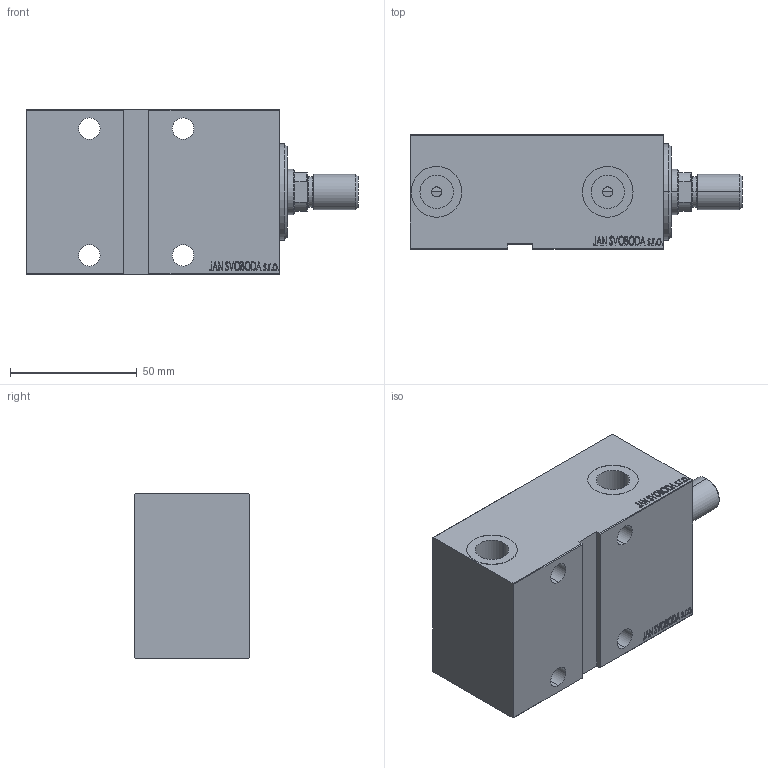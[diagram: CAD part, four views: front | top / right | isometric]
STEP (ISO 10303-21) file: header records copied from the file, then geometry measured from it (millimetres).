
FILE_DESCRIPTION (( 'STEP AP203' ), '1' );
FILE_NAME ('c5e5.STEP', '2025-03-10T09:03:07', ( '' ), ( '' ), 'SwSTEP 2.0', 'SolidWorks 2019', '' );
FILE_SCHEMA (( 'CONFIG_CONTROL_DESIGN' ));
Length unit declared in the file: millimetre
Products named in the file (5): V450CM_VC_B ce877408731800e7e76683f78d706abe; V450CM_MALE_METRIC ce877408731800e7e76683f78d706abe; c5e5; V450CM_E_Body ce877408731800e7e76683f78d706abe; V450CM_E_VCP ce877408731800e7e76683f78d706abe
Assembly tree (4 placements, depth 2):
  c5e5
    V450CM_E_Body ce877408731800e7e76683f78d706abe
    V450CM_E_VCP ce877408731800e7e76683f78d706abe
    V450CM_VC_B ce877408731800e7e76683f78d706abe
    V450CM_MALE_METRIC ce877408731800e7e76683f78d706abe
Bounding box: 131 x 45 x 65 mm (x, y, z)
Volume: 270420.4 mm3; surface area: 55834.9 mm2
Topology: 4 solids, 4 shells, 869 faces, 2228 edges, 1475 vertices
Faces by surface type: plane 413, bspline 380, cylinder 56, cone 18, torus 2
Entity records: 43695 total; most frequent: CARTESIAN_POINT 24549, ORIENTED_EDGE 4452, DIRECTION 2578, EDGE_CURVE 2226, VERTEX_POINT 1475, VECTOR 1322, LINE 1322, EDGE_LOOP 993
